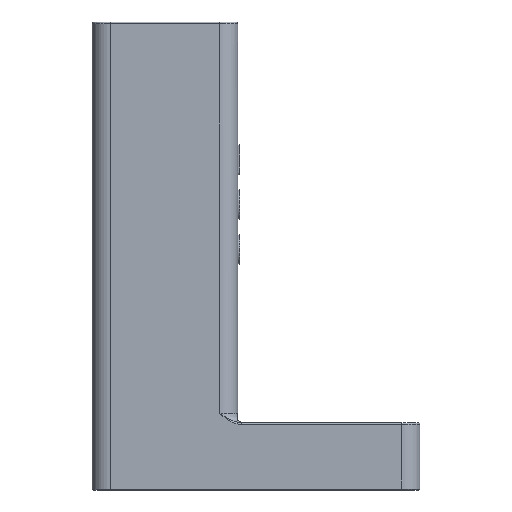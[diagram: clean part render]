
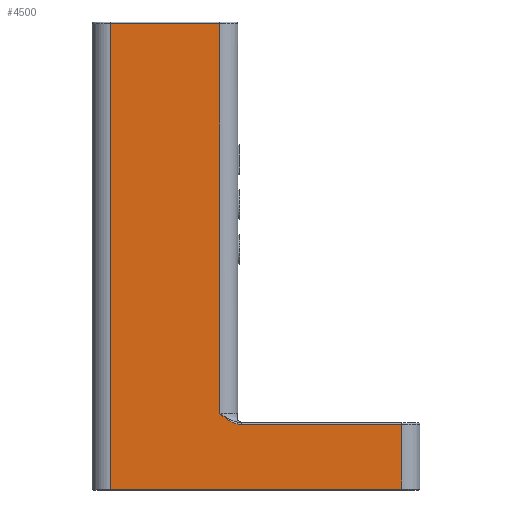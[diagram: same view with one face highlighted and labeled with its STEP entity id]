
A CAD part, left-side view. The second image highlights one B-rep face of the part: STEP entity #4500.
In plain terms, the highlighted planar face has unit normal (-1, 0, 0).
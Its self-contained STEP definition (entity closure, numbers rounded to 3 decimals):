
#192=B_SPLINE_CURVE_WITH_KNOTS('',3,(#8374,#8375,#8376,#8377,#8378,#8379,
#8380,#8381,#8382,#8383),.UNSPECIFIED.,.F.,.F.,(4,2,1,1,1,1,4),(-0.001,
0.,0.272,0.544,0.817,1.089,
1.361),.UNSPECIFIED.);
#289=PLANE('',#4791);
#560=FACE_OUTER_BOUND('',#847,.T.);
#847=EDGE_LOOP('',(#3661,#3662,#3663,#3664,#3665,#3666,#3667));
#1325=LINE('',#8186,#1675);
#1334=LINE('',#8220,#1684);
#1369=LINE('',#8360,#1719);
#1372=LINE('',#8370,#1722);
#1373=LINE('',#8372,#1723);
#1374=LINE('',#8384,#1724);
#1675=VECTOR('',#5390,10.);
#1684=VECTOR('',#5409,10.);
#1719=VECTOR('',#5568,10.);
#1722=VECTOR('',#5581,10.);
#1723=VECTOR('',#5582,10.);
#1724=VECTOR('',#5583,10.);
#2061=VERTEX_POINT('',#8145);
#2072=VERTEX_POINT('',#8179);
#2081=VERTEX_POINT('',#8219);
#2123=VERTEX_POINT('',#8353);
#2126=VERTEX_POINT('',#8369);
#2127=VERTEX_POINT('',#8371);
#2128=VERTEX_POINT('',#8373);
#2605=EDGE_CURVE('',#2072,#2061,#1325,.T.);
#2616=EDGE_CURVE('',#2081,#2061,#1334,.T.);
#2686=EDGE_CURVE('',#2081,#2123,#1369,.T.);
#2691=EDGE_CURVE('',#2126,#2072,#1372,.T.);
#2692=EDGE_CURVE('',#2127,#2126,#1373,.T.);
#2693=EDGE_CURVE('',#2128,#2127,#192,.T.);
#2694=EDGE_CURVE('',#2123,#2128,#1374,.T.);
#3661=ORIENTED_EDGE('',*,*,#2605,.F.);
#3662=ORIENTED_EDGE('',*,*,#2691,.F.);
#3663=ORIENTED_EDGE('',*,*,#2692,.F.);
#3664=ORIENTED_EDGE('',*,*,#2693,.F.);
#3665=ORIENTED_EDGE('',*,*,#2694,.F.);
#3666=ORIENTED_EDGE('',*,*,#2686,.F.);
#3667=ORIENTED_EDGE('',*,*,#2616,.T.);
#4500=ADVANCED_FACE('',(#560),#289,.T.);
#4791=AXIS2_PLACEMENT_3D('',#8368,#5579,#5580);
#5390=DIRECTION('',(0.,1.,0.));
#5409=DIRECTION('',(0.,0.,-1.));
#5568=DIRECTION('',(0.,-1.,0.));
#5579=DIRECTION('center_axis',(-1.,0.,0.));
#5580=DIRECTION('ref_axis',(0.,-1.,0.));
#5581=DIRECTION('',(0.,0.,-1.));
#5582=DIRECTION('',(0.,-1.,0.));
#5583=DIRECTION('',(0.,0.,-1.));
#8145=CARTESIAN_POINT('',(-50.,30.,-6.5));
#8179=CARTESIAN_POINT('',(-50.,-130.,-6.5));
#8186=CARTESIAN_POINT('',(-50.,20.,-6.5));
#8219=CARTESIAN_POINT('',(-50.,30.,249.));
#8220=CARTESIAN_POINT('',(-50.,30.,0.));
#8353=CARTESIAN_POINT('',(-50.,-30.,249.));
#8360=CARTESIAN_POINT('',(-50.,20.,249.));
#8368=CARTESIAN_POINT('Origin',(-50.,40.,0.));
#8369=CARTESIAN_POINT('',(-50.,-130.,29.));
#8370=CARTESIAN_POINT('',(-50.,-130.,0.));
#8371=CARTESIAN_POINT('',(-50.,-42.,29.));
#8372=CARTESIAN_POINT('',(-50.,-25.,29.));
#8373=CARTESIAN_POINT('',(-50.,-30.,35.));
#8374=CARTESIAN_POINT('Ctrl Pts',(-50.,-30.,35.));
#8375=CARTESIAN_POINT('Ctrl Pts',(-50.,-30.003,34.997));
#8376=CARTESIAN_POINT('Ctrl Pts',(-50.,-30.007,34.994));
#8377=CARTESIAN_POINT('Ctrl Pts',(-50.,-30.713,34.418));
#8378=CARTESIAN_POINT('Ctrl Pts',(-50.,-32.134,33.258));
#8379=CARTESIAN_POINT('Ctrl Pts',(-50.,-34.359,31.625));
#8380=CARTESIAN_POINT('Ctrl Pts',(-50.,-36.716,30.253));
#8381=CARTESIAN_POINT('Ctrl Pts',(-50.,-39.262,29.269));
#8382=CARTESIAN_POINT('Ctrl Pts',(-50.,-41.093,29.));
#8383=CARTESIAN_POINT('Ctrl Pts',(-50.,-42.,29.));
#8384=CARTESIAN_POINT('',(-50.,-30.,0.));
